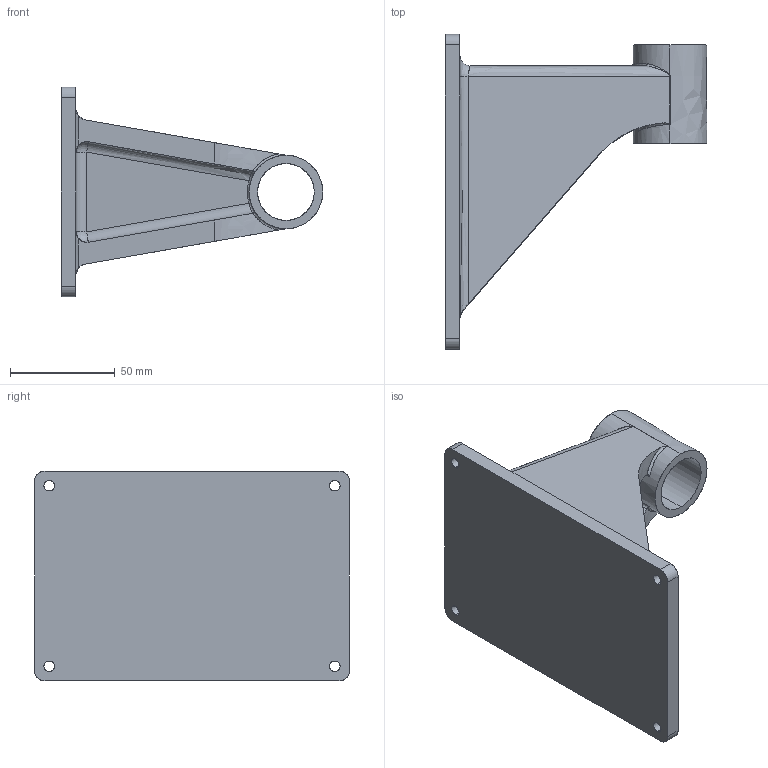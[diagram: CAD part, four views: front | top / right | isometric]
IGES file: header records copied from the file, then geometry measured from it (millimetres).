
Start section: SolidWorks IGES file using analytic representation for surfaces
Global section: file name: bracket.IGS; native system: SolidWorks 2015; preprocessor: SolidWorks 2015; author: john; date: 150807.202052; units: millimetre
Bounding box: 124.5 x 150 x 100 mm (x, y, z)
Surface area: 71153.7 mm2 (no closed solid volume)
Topology: 0 solids, 0 shells, 64 faces, 1117 edges, 1115 vertices
Faces by surface type: revolution 38, bspline 26
